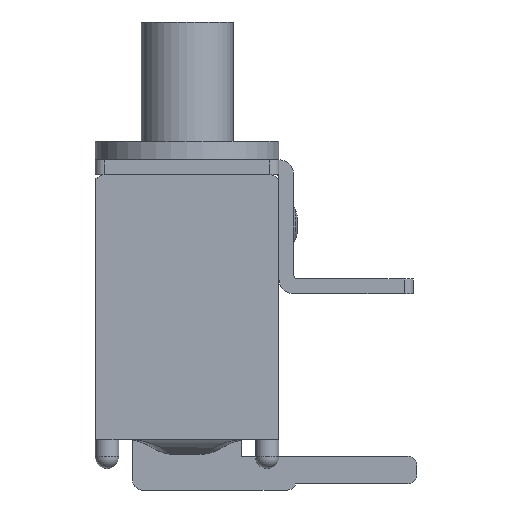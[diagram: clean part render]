
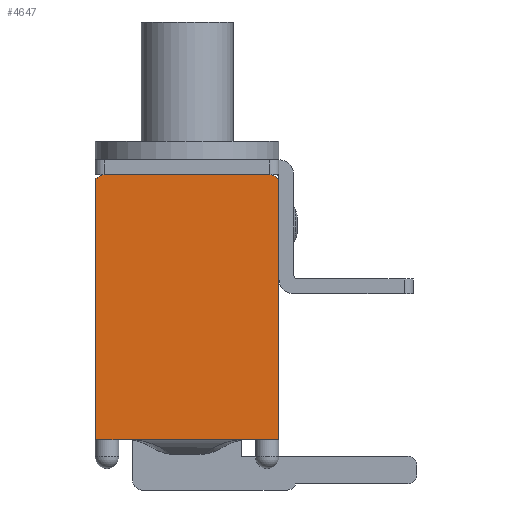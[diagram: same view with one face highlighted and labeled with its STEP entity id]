
A CAD part, left-side view. The second image highlights one B-rep face of the part: STEP entity #4647.
In plain terms, the highlighted planar face has unit normal (-1, 0, 0).
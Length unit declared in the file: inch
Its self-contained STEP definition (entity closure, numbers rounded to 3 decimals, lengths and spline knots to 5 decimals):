
#761=CARTESIAN_POINT('',(-0.16004,0.09803,0.28465));
#762=VERTEX_POINT('',#761);
#769=CARTESIAN_POINT('',(-0.16004,0.09016,0.28858));
#770=VERTEX_POINT('',#769);
#771=CARTESIAN_POINT('',(-0.16004,0.09016,0.27874));
#772=DIRECTION('',(1.0,0.0,0.0));
#773=DIRECTION('',(0.0,0.707,0.707));
#774=AXIS2_PLACEMENT_3D('',#771,#772,#773);
#775=CIRCLE('',#774,0.00984);
#776=EDGE_CURVE('',#762,#770,#775,.T.);
#946=CARTESIAN_POINT('',(-0.16004,-0.09016,0.28858));
#947=VERTEX_POINT('',#946);
#954=CARTESIAN_POINT('',(-0.16004,-0.09803,0.28465));
#955=VERTEX_POINT('',#954);
#956=CARTESIAN_POINT('',(-0.16004,-0.09016,0.27874));
#957=DIRECTION('',(1.0,0.0,0.0));
#958=DIRECTION('',(0.0,-0.707,0.707));
#959=AXIS2_PLACEMENT_3D('',#956,#957,#958);
#960=CIRCLE('',#959,0.00984);
#961=EDGE_CURVE('',#947,#955,#960,.T.);
#1294=CARTESIAN_POINT('',(-0.16004,-0.09016,0.28858));
#1295=DIRECTION('',(0.0,1.0,0.0));
#1296=VECTOR('',#1295,0.18031);
#1297=LINE('',#1294,#1296);
#1298=EDGE_CURVE('',#947,#770,#1297,.T.);
#1453=CARTESIAN_POINT('',(-0.16004,-0.1,0.28465));
#1454=VERTEX_POINT('',#1453);
#1455=CARTESIAN_POINT('',(-0.16004,-0.1,0.28465));
#1456=DIRECTION('',(0.0,1.0,0.0));
#1457=VECTOR('',#1456,0.00197);
#1458=LINE('',#1455,#1457);
#1459=EDGE_CURVE('',#1454,#955,#1458,.T.);
#3689=CARTESIAN_POINT('',(-0.16004,-0.0872,0.0));
#3690=VERTEX_POINT('',#3689);
#3698=CARTESIAN_POINT('',(-0.16004,0.0872,0.0));
#3699=VERTEX_POINT('',#3698);
#3700=CARTESIAN_POINT('',(-0.16004,-0.0872,0.0));
#3701=DIRECTION('',(0.0,1.0,0.0));
#3702=VECTOR('',#3701,0.17441);
#3703=LINE('',#3700,#3702);
#3704=EDGE_CURVE('',#3690,#3699,#3703,.T.);
#3956=CARTESIAN_POINT('',(-0.16004,-0.1,0.0));
#3957=VERTEX_POINT('',#3956);
#3964=CARTESIAN_POINT('',(-0.16004,-0.1,0.0));
#3965=DIRECTION('',(0.0,1.0,0.0));
#3966=VECTOR('',#3965,0.0128);
#3967=LINE('',#3964,#3966);
#3968=EDGE_CURVE('',#3957,#3690,#3967,.T.);
#3979=CARTESIAN_POINT('',(-0.16004,0.1,0.0));
#3980=VERTEX_POINT('',#3979);
#3981=CARTESIAN_POINT('',(-0.16004,0.0872,0.0));
#3982=DIRECTION('',(0.0,1.0,0.0));
#3983=VECTOR('',#3982,0.0128);
#3984=LINE('',#3981,#3983);
#3985=EDGE_CURVE('',#3699,#3980,#3984,.T.);
#4409=CARTESIAN_POINT('',(-0.16004,-0.1,0.0));
#4410=DIRECTION('',(0.0,0.0,1.0));
#4411=VECTOR('',#4410,0.28465);
#4412=LINE('',#4409,#4411);
#4413=EDGE_CURVE('',#3957,#1454,#4412,.T.);
#4511=CARTESIAN_POINT('',(-0.16004,0.1,0.28465));
#4512=VERTEX_POINT('',#4511);
#4519=CARTESIAN_POINT('',(-0.16004,0.09803,0.28465));
#4520=DIRECTION('',(0.0,1.0,0.0));
#4521=VECTOR('',#4520,0.00197);
#4522=LINE('',#4519,#4521);
#4523=EDGE_CURVE('',#762,#4512,#4522,.T.);
#4625=CARTESIAN_POINT('',(-0.16004,-0.11,-0.01443));
#4626=DIRECTION('',(-1.0,0.0,0.0));
#4627=DIRECTION('',(0.0,0.0,1.0));
#4628=AXIS2_PLACEMENT_3D('',#4625,#4626,#4627);
#4629=PLANE('',#4628);
#4630=ORIENTED_EDGE('',*,*,#1459,.T.);
#4631=ORIENTED_EDGE('',*,*,#961,.F.);
#4632=ORIENTED_EDGE('',*,*,#1298,.T.);
#4633=ORIENTED_EDGE('',*,*,#776,.F.);
#4634=ORIENTED_EDGE('',*,*,#4523,.T.);
#4635=CARTESIAN_POINT('',(-0.16004,0.1,0.0));
#4636=DIRECTION('',(0.0,0.0,1.0));
#4637=VECTOR('',#4636,0.28465);
#4638=LINE('',#4635,#4637);
#4639=EDGE_CURVE('',#3980,#4512,#4638,.T.);
#4640=ORIENTED_EDGE('',*,*,#4639,.F.);
#4641=ORIENTED_EDGE('',*,*,#3985,.F.);
#4642=ORIENTED_EDGE('',*,*,#3704,.F.);
#4643=ORIENTED_EDGE('',*,*,#3968,.F.);
#4644=ORIENTED_EDGE('',*,*,#4413,.T.);
#4645=EDGE_LOOP('',(#4630,#4631,#4632,#4633,#4634,#4640,#4641,#4642,#4643,#4644));
#4646=FACE_OUTER_BOUND('',#4645,.T.);
#4647=ADVANCED_FACE('',(#4646),#4629,.T.);
